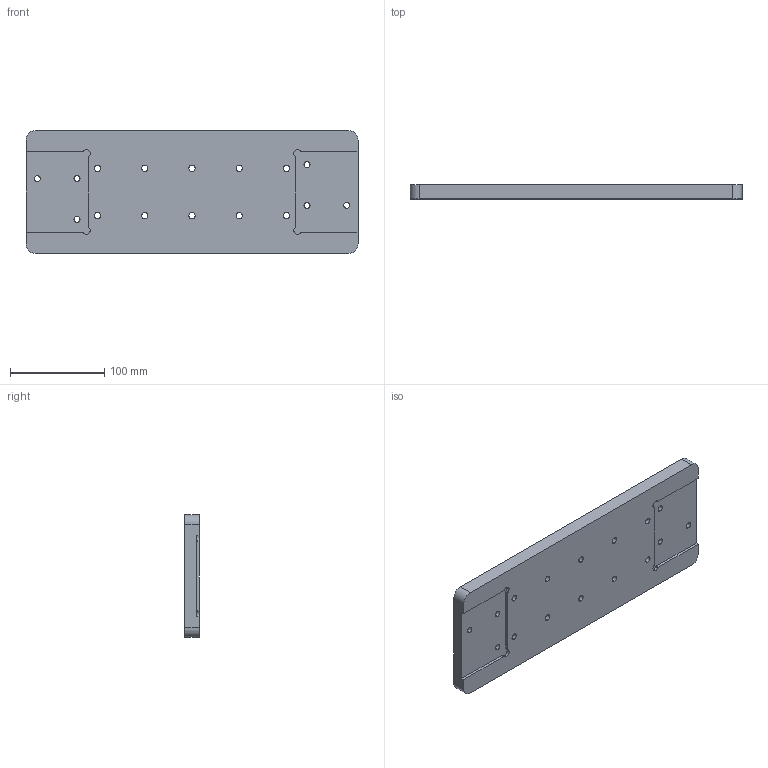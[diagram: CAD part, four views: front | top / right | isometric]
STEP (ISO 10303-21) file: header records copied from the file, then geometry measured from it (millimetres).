
FILE_DESCRIPTION (( 'STEP AP203' ), '1' );
FILE_NAME ('DP23794.step', '2021-10-21T13:06:00', ( '' ), ( '' ), 'SwSTEP 2.0', 'SolidWorks 2021', '' );
FILE_SCHEMA (( 'CONFIG_CONTROL_DESIGN' ));
Length unit declared in the file: millimetre
Products named in the file (1): DP23794
Bounding box: 351.4 x 15 x 130 mm (x, y, z)
Volume: 639998.7 mm3; surface area: 110252.5 mm2
Topology: 1 solids, 1 shells, 82 faces, 222 edges, 148 vertices
Faces by surface type: cylinder 62, plane 20
Entity records: 2791 total; most frequent: DIRECTION 512, CARTESIAN_POINT 453, ORIENTED_EDGE 444, EDGE_CURVE 222, AXIS2_PLACEMENT_3D 207, VERTEX_POINT 148, CIRCLE 124, EDGE_LOOP 120
